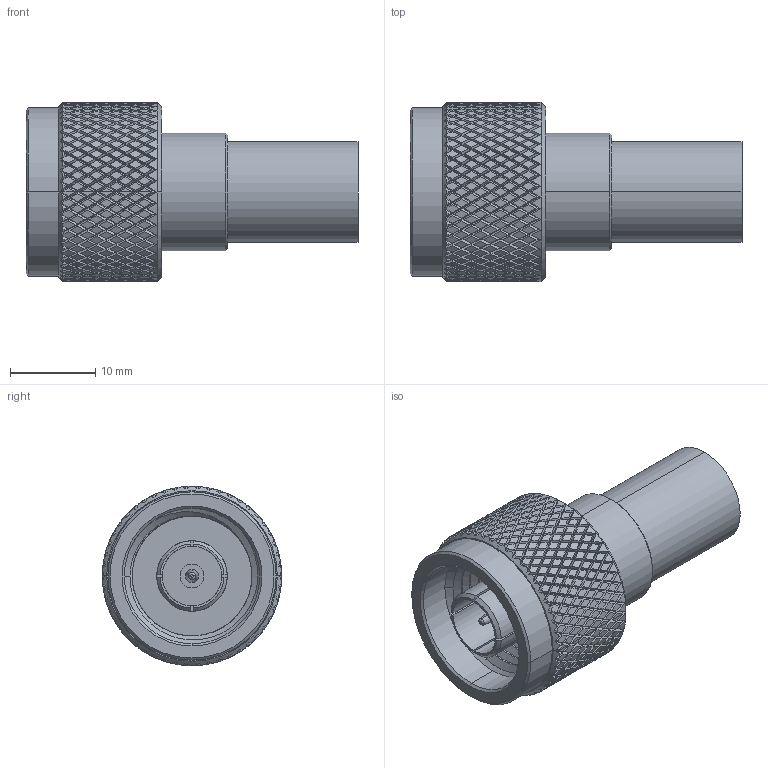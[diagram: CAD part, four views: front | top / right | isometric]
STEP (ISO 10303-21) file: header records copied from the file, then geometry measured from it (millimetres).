
FILE_DESCRIPTION (( 'STEP AP214' ), '1' );
FILE_NAME ('SC9116_3D.step', '2025-04-01T14:45:29', ( '' ), ( '' ), 'SwSTEP 2.0', 'SolidWorks 2022', '' );
FILE_SCHEMA (( 'AUTOMOTIVE_DESIGN' ));
Products named in the file (1): SC9116_3D
Bounding box: 38.89 x 21 x 21 mm (x, y, z)
Volume: 5385.4 mm3; surface area: 4986.8 mm2
Topology: 2 solids, 2 shells, 2606 faces, 5442 edges, 2852 vertices
Faces by surface type: bspline 2005, cylinder 546, plane 32, cone 23
Entity records: 134728 total; most frequent: CARTESIAN_POINT 101813, ORIENTED_EDGE 10884, EDGE_CURVE 5442, VERTEX_POINT 2852, EDGE_LOOP 2620, FACE_OUTER_BOUND 2606, ADVANCED_FACE 2606, B_SPLINE_CURVE_WITH_KNOTS 2313
